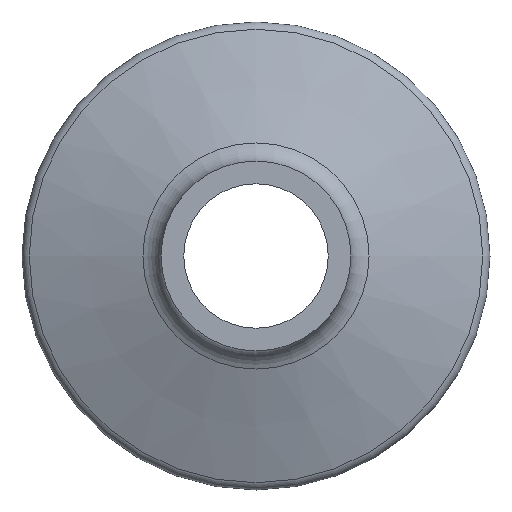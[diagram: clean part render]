
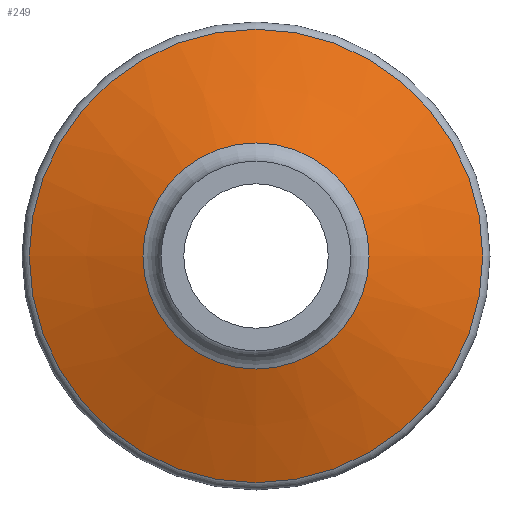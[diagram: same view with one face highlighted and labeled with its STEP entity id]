
A CAD part, left-side view. The second image highlights one B-rep face of the part: STEP entity #249.
In plain terms, the highlighted conical face has half-angle 70 degrees and reference radius 12.345 mm.
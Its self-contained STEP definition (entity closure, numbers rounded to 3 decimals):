
#27=LINE('',#473,#33);
#33=VECTOR('',#389,12.345);
#38=CONICAL_SURFACE('',#305,12.345,1.222);
#48=FACE_OUTER_BOUND('',#65,.T.);
#65=EDGE_LOOP('',(#205,#206,#207,#208,#209,#210));
#91=CIRCLE('',#303,8.216);
#92=CIRCLE('',#304,8.216);
#93=CIRCLE('',#306,16.474);
#94=CIRCLE('',#307,16.474);
#117=VERTEX_POINT('',#464);
#118=VERTEX_POINT('',#466);
#119=VERTEX_POINT('',#470);
#120=VERTEX_POINT('',#471);
#148=EDGE_CURVE('',#118,#117,#91,.T.);
#149=EDGE_CURVE('',#117,#118,#92,.T.);
#150=EDGE_CURVE('',#119,#120,#93,.T.);
#151=EDGE_CURVE('',#119,#118,#27,.T.);
#152=EDGE_CURVE('',#120,#119,#94,.T.);
#205=ORIENTED_EDGE('',*,*,#150,.F.);
#206=ORIENTED_EDGE('',*,*,#151,.T.);
#207=ORIENTED_EDGE('',*,*,#148,.T.);
#208=ORIENTED_EDGE('',*,*,#149,.T.);
#209=ORIENTED_EDGE('',*,*,#151,.F.);
#210=ORIENTED_EDGE('',*,*,#152,.F.);
#249=ADVANCED_FACE('',(#48),#38,.T.);
#303=AXIS2_PLACEMENT_3D('',#467,#381,#382);
#304=AXIS2_PLACEMENT_3D('',#468,#383,#384);
#305=AXIS2_PLACEMENT_3D('',#469,#385,#386);
#306=AXIS2_PLACEMENT_3D('',#472,#387,#388);
#307=AXIS2_PLACEMENT_3D('',#474,#390,#391);
#381=DIRECTION('center_axis',(1.,0.,0.));
#382=DIRECTION('ref_axis',(0.,0.,-1.));
#383=DIRECTION('center_axis',(1.,0.,0.));
#384=DIRECTION('ref_axis',(0.,0.,-1.));
#385=DIRECTION('center_axis',(1.,0.,0.));
#386=DIRECTION('ref_axis',(0.,1.,0.));
#387=DIRECTION('center_axis',(1.,0.,0.));
#388=DIRECTION('ref_axis',(0.,0.,-1.));
#389=DIRECTION('',(-0.342,0.94,0.));
#390=DIRECTION('center_axis',(1.,0.,0.));
#391=DIRECTION('ref_axis',(0.,0.,-1.));
#464=CARTESIAN_POINT('',(-6.047,0.,8.216));
#466=CARTESIAN_POINT('',(-6.047,-8.216,0.));
#467=CARTESIAN_POINT('Origin',(-6.047,0.,
0.));
#468=CARTESIAN_POINT('Origin',(-6.047,0.,
0.));
#469=CARTESIAN_POINT('Origin',(-4.544,0.,
0.));
#470=CARTESIAN_POINT('',(-3.042,-16.474,0.));
#471=CARTESIAN_POINT('',(-3.042,0.,16.474));
#472=CARTESIAN_POINT('Origin',(-3.042,0.,
0.));
#473=CARTESIAN_POINT('',(-4.544,-12.345,0.));
#474=CARTESIAN_POINT('Origin',(-3.042,0.,
0.));
